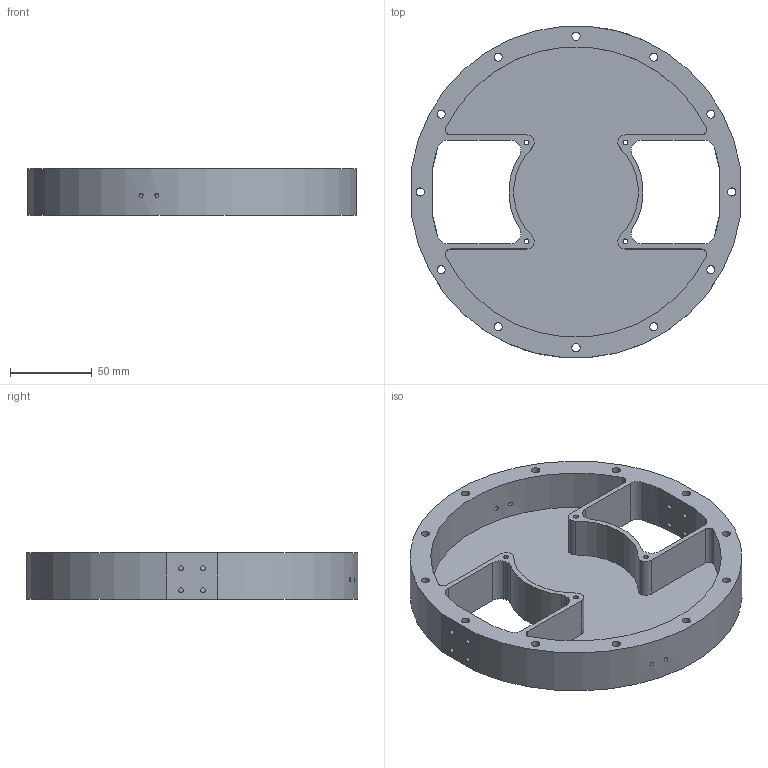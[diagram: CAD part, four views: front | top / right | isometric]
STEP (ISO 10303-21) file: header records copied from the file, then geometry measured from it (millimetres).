
FILE_DESCRIPTION(/* description */ (''),/* implementation_level */ '2;1');
FILE_NAME(/* name */ 'Meltybrain CAD 1.1 v2.step',/* time_stamp */ '2025-09-27T20:13:08-04:00',/* author */ (''),/* organization */ (''),/* preprocessor_version */ 'ST-DEVELOPER v20.1',/* originating_system */ 'Autodesk Translation Framework v14.17.0.0',/* authorisation */ '');
FILE_SCHEMA (('AUTOMOTIVE_DESIGN { 1 0 10303 214 3 1 1 }'));
Length unit declared in the file: millimetre
Products named in the file (1): Meltybrain CAD 1.1
Bounding box: 200.78 x 202.5 x 28.4 mm (x, y, z)
Volume: 296022.2 mm3; surface area: 109808.1 mm2
Topology: 1 solids, 1 shells, 81 faces, 240 edges, 162 vertices
Faces by surface type: cylinder 64, plane 17
Full cylindrical faces by diameter (mm): 2.5 x4, 3 x12, 5 x12
Entity records: 3179 total; most frequent: CARTESIAN_POINT 754, DIRECTION 512, ORIENTED_EDGE 480, EDGE_CURVE 240, AXIS2_PLACEMENT_3D 204, VERTEX_POINT 162, EDGE_LOOP 142, CIRCLE 122
